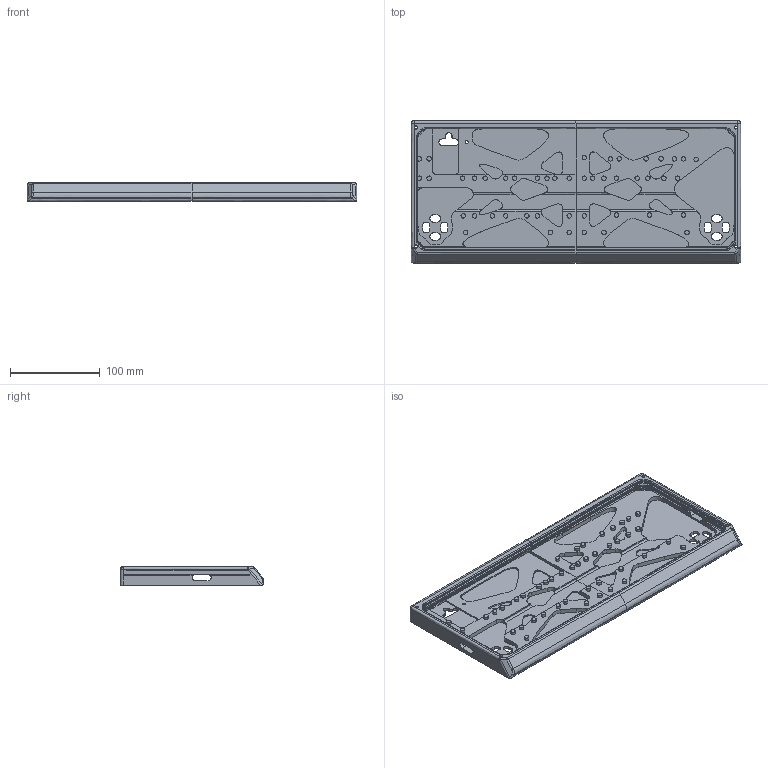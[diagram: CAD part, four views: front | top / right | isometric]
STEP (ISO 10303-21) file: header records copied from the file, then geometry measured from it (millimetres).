
FILE_DESCRIPTION (( 'STEP AP214' ), '1' );
FILE_NAME ('Case.STEP', '2025-06-12T20:30:44', ( '' ), ( '' ), 'SwSTEP 2.0', 'SolidWorks 2024', '' );
FILE_SCHEMA (( 'AUTOMOTIVE_DESIGN' ));
Length unit declared in the file: millimetre
Products named in the file (1): Case
Bounding box: 366 x 158.88 x 20.41 mm (x, y, z)
Volume: 415527.7 mm3; surface area: 175755.9 mm2
Topology: 2 solids, 2 shells, 711 faces, 1834 edges, 1185 vertices
Faces by surface type: plane 259, cylinder 231, bspline 221
Entity records: 39915 total; most frequent: CARTESIAN_POINT 16819, ORIENTED_EDGE 3668, DIRECTION 2464, EDGE_CURVE 1834, VERTEX_POINT 1185, AXIS2_PLACEMENT_3D 918, EDGE_LOOP 821, UNCERTAINTY_MEASURE_WITH_UNIT 714
